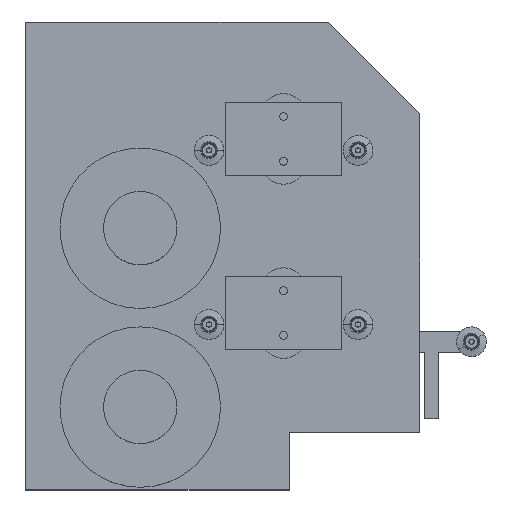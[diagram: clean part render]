
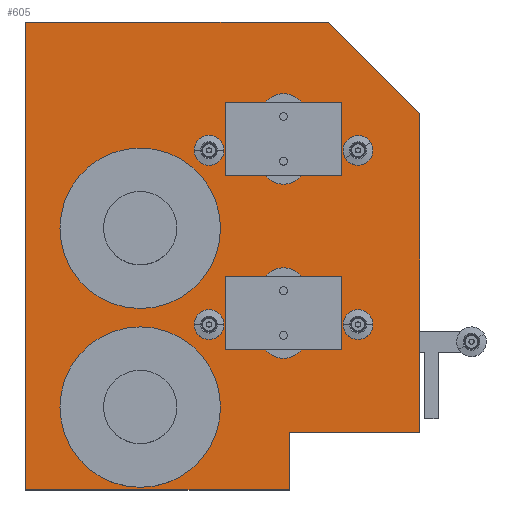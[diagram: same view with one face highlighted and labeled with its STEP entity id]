
A CAD part, top view. The second image highlights one B-rep face of the part: STEP entity #605.
In plain terms, the highlighted planar face has unit normal (0, 0, 1).
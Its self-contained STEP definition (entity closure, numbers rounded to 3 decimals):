
#245 = DIRECTION ( 'NONE',  ( 0., 0., 1. ) ) ;
#280 = CARTESIAN_POINT ( 'NONE',  ( 115., 25., 82.8 ) ) ;
#605 = ADVANCED_FACE ( 'NONE', ( #13496, #4138, #19102, #6196, #717 ), #7787, .T. ) ;
#717 = FACE_OUTER_BOUND ( 'NONE', #20732, .T. ) ;
#1519 = CARTESIAN_POINT ( 'NONE',  ( 0., 0., 82.8 ) ) ;
#1743 = CIRCLE ( 'NONE', #21962, 1.25 ) ;
#1772 = ORIENTED_EDGE ( 'NONE', *, *, #2175, .T. ) ;
#2175 = EDGE_CURVE ( 'NONE', #22566, #14663, #20248, .T. ) ;
#2370 = VECTOR ( 'NONE', #6243, 1000. ) ;
#2453 = ORIENTED_EDGE ( 'NONE', *, *, #16724, .F. ) ;
#2456 = ORIENTED_EDGE ( 'NONE', *, *, #16826, .F. ) ;
#2581 = CARTESIAN_POINT ( 'NONE',  ( 146.25, 148., 82.8 ) ) ;
#2682 = ORIENTED_EDGE ( 'NONE', *, *, #21973, .F. ) ;
#2726 = AXIS2_PLACEMENT_3D ( 'NONE', #13145, #245, #23000 ) ;
#3069 = VERTEX_POINT ( 'NONE', #5385 ) ;
#3127 = DIRECTION ( 'NONE',  ( 0., 0., 1. ) ) ;
#3504 = EDGE_CURVE ( 'NONE', #19330, #18771, #22251, .T. ) ;
#3784 = EDGE_CURVE ( 'NONE', #10033, #14911, #10596, .T. ) ;
#3809 = DIRECTION ( 'NONE',  ( 1., 0., 0. ) ) ;
#3872 = CARTESIAN_POINT ( 'NONE',  ( 80., 72., 82.8 ) ) ;
#4008 = EDGE_LOOP ( 'NONE', ( #4178, #2456 ) ) ;
#4138 = FACE_BOUND ( 'NONE', #20291, .T. ) ;
#4178 = ORIENTED_EDGE ( 'NONE', *, *, #6507, .F. ) ;
#4443 = VERTEX_POINT ( 'NONE', #21823 ) ;
#4810 = CARTESIAN_POINT ( 'NONE',  ( 132., 204., 82.8 ) ) ;
#4890 = EDGE_CURVE ( 'NONE', #13931, #19538, #22628, .T. ) ;
#4930 = ORIENTED_EDGE ( 'NONE', *, *, #6149, .T. ) ;
#5032 = DIRECTION ( 'NONE',  ( 0., 0., 1. ) ) ;
#5087 = LINE ( 'NONE', #16269, #10895 ) ;
#5212 = CARTESIAN_POINT ( 'NONE',  ( 0., 0., 82.8 ) ) ;
#5369 = CARTESIAN_POINT ( 'NONE',  ( 80., 148., 82.8 ) ) ;
#5385 = CARTESIAN_POINT ( 'NONE',  ( 81.25, 72., 82.8 ) ) ;
#5474 = EDGE_LOOP ( 'NONE', ( #17936, #11567 ) ) ;
#5528 = CIRCLE ( 'NONE', #22664, 1.25 ) ;
#5976 = DIRECTION ( 'NONE',  ( 0., 0., 1. ) ) ;
#6091 = CARTESIAN_POINT ( 'NONE',  ( 145., 148., 82.8 ) ) ;
#6149 = EDGE_CURVE ( 'NONE', #18771, #22566, #12212, .T. ) ;
#6196 = FACE_BOUND ( 'NONE', #4008, .T. ) ;
#6243 = DIRECTION ( 'NONE',  ( 0., 1., 0. ) ) ;
#6507 = EDGE_CURVE ( 'NONE', #8370, #8300, #15123, .T. ) ;
#6760 = AXIS2_PLACEMENT_3D ( 'NONE', #10873, #5032, #15979 ) ;
#6998 = EDGE_CURVE ( 'NONE', #22804, #4443, #13648, .T. ) ;
#7242 = ORIENTED_EDGE ( 'NONE', *, *, #8057, .F. ) ;
#7480 = ORIENTED_EDGE ( 'NONE', *, *, #3784, .F. ) ;
#7535 = CIRCLE ( 'NONE', #6760, 1.25 ) ;
#7787 = PLANE ( 'NONE',  #2726 ) ;
#7809 = ORIENTED_EDGE ( 'NONE', *, *, #19973, .T. ) ;
#7846 = LINE ( 'NONE', #9569, #21816 ) ;
#8057 = EDGE_CURVE ( 'NONE', #3069, #11553, #7535, .T. ) ;
#8092 = DIRECTION ( 'NONE',  ( 0., -1., 0. ) ) ;
#8188 = CARTESIAN_POINT ( 'NONE',  ( 132., 204., 82.8 ) ) ;
#8300 = VERTEX_POINT ( 'NONE', #11594 ) ;
#8370 = VERTEX_POINT ( 'NONE', #2581 ) ;
#8507 = EDGE_LOOP ( 'NONE', ( #7480, #2453 ) ) ;
#8612 = AXIS2_PLACEMENT_3D ( 'NONE', #21313, #12174, #16179 ) ;
#9569 = CARTESIAN_POINT ( 'NONE',  ( 0., 204., 82.8 ) ) ;
#9896 = AXIS2_PLACEMENT_3D ( 'NONE', #6091, #5976, #17145 ) ;
#10033 = VERTEX_POINT ( 'NONE', #16532 ) ;
#10088 = DIRECTION ( 'NONE',  ( -0.707, 0.707, 0. ) ) ;
#10391 = CARTESIAN_POINT ( 'NONE',  ( 146.25, 72., 82.8 ) ) ;
#10596 = CIRCLE ( 'NONE', #19916, 1.25 ) ;
#10873 = CARTESIAN_POINT ( 'NONE',  ( 80., 72., 82.8 ) ) ;
#10895 = VECTOR ( 'NONE', #14465, 1000. ) ;
#10955 = ORIENTED_EDGE ( 'NONE', *, *, #20537, .T. ) ;
#11290 = DIRECTION ( 'NONE',  ( 0., 0., 1. ) ) ;
#11304 = DIRECTION ( 'NONE',  ( 0., 0., 1. ) ) ;
#11358 = CARTESIAN_POINT ( 'NONE',  ( 172., 164., 82.8 ) ) ;
#11406 = CARTESIAN_POINT ( 'NONE',  ( 115., 25., 82.8 ) ) ;
#11433 = DIRECTION ( 'NONE',  ( 1., 0., 0. ) ) ;
#11553 = VERTEX_POINT ( 'NONE', #24080 ) ;
#11567 = ORIENTED_EDGE ( 'NONE', *, *, #4890, .F. ) ;
#11594 = CARTESIAN_POINT ( 'NONE',  ( 143.75, 148., 82.8 ) ) ;
#11744 = VECTOR ( 'NONE', #23045, 1000. ) ;
#11875 = VERTEX_POINT ( 'NONE', #11358 ) ;
#12022 = CARTESIAN_POINT ( 'NONE',  ( 145., 148., 82.8 ) ) ;
#12174 = DIRECTION ( 'NONE',  ( 0., 0., 1. ) ) ;
#12212 = LINE ( 'NONE', #19272, #2370 ) ;
#12904 = AXIS2_PLACEMENT_3D ( 'NONE', #23626, #15815, #19823 ) ;
#13145 = CARTESIAN_POINT ( 'NONE',  ( 0., 0., 82.8 ) ) ;
#13492 = CARTESIAN_POINT ( 'NONE',  ( 172., 164., 82.8 ) ) ;
#13496 = FACE_BOUND ( 'NONE', #5474, .T. ) ;
#13648 = LINE ( 'NONE', #8188, #11744 ) ;
#13861 = LINE ( 'NONE', #13492, #16108 ) ;
#13931 = VERTEX_POINT ( 'NONE', #20723 ) ;
#13960 = CARTESIAN_POINT ( 'NONE',  ( 115., 0., 82.8 ) ) ;
#14039 = ORIENTED_EDGE ( 'NONE', *, *, #15055, .T. ) ;
#14458 = DIRECTION ( 'NONE',  ( 1., 0., 0. ) ) ;
#14465 = DIRECTION ( 'NONE',  ( 0., 1., 0. ) ) ;
#14571 = CIRCLE ( 'NONE', #9896, 1.25 ) ;
#14663 = VERTEX_POINT ( 'NONE', #15143 ) ;
#14911 = VERTEX_POINT ( 'NONE', #20698 ) ;
#15055 = EDGE_CURVE ( 'NONE', #11875, #22804, #13861, .T. ) ;
#15123 = CIRCLE ( 'NONE', #20573, 1.25 ) ;
#15143 = CARTESIAN_POINT ( 'NONE',  ( 172., 25., 82.8 ) ) ;
#15467 = ORIENTED_EDGE ( 'NONE', *, *, #6998, .T. ) ;
#15678 = DIRECTION ( 'NONE',  ( 1., 0., 0. ) ) ;
#15815 = DIRECTION ( 'NONE',  ( 0., 0., 1. ) ) ;
#15979 = DIRECTION ( 'NONE',  ( 1., 0., 0. ) ) ;
#16108 = VECTOR ( 'NONE', #10088, 1000. ) ;
#16179 = DIRECTION ( 'NONE',  ( 1., 0., 0. ) ) ;
#16269 = CARTESIAN_POINT ( 'NONE',  ( 172., 25., 82.8 ) ) ;
#16405 = VECTOR ( 'NONE', #14458, 1000. ) ;
#16532 = CARTESIAN_POINT ( 'NONE',  ( 81.25, 148., 82.8 ) ) ;
#16724 = EDGE_CURVE ( 'NONE', #14911, #10033, #1743, .T. ) ;
#16826 = EDGE_CURVE ( 'NONE', #8300, #8370, #14571, .T. ) ;
#17145 = DIRECTION ( 'NONE',  ( 1., 0., 0. ) ) ;
#17936 = ORIENTED_EDGE ( 'NONE', *, *, #21883, .F. ) ;
#18250 = DIRECTION ( 'NONE',  ( 1., 0., 0. ) ) ;
#18771 = VERTEX_POINT ( 'NONE', #13960 ) ;
#19102 = FACE_BOUND ( 'NONE', #8507, .T. ) ;
#19272 = CARTESIAN_POINT ( 'NONE',  ( 115., 0., 82.8 ) ) ;
#19330 = VERTEX_POINT ( 'NONE', #1519 ) ;
#19538 = VERTEX_POINT ( 'NONE', #10391 ) ;
#19818 = DIRECTION ( 'NONE',  ( 0., 0., 1. ) ) ;
#19823 = DIRECTION ( 'NONE',  ( 1., 0., 0. ) ) ;
#19839 = VECTOR ( 'NONE', #3809, 1000. ) ;
#19916 = AXIS2_PLACEMENT_3D ( 'NONE', #23261, #19818, #23505 ) ;
#19973 = EDGE_CURVE ( 'NONE', #14663, #11875, #5087, .T. ) ;
#20248 = LINE ( 'NONE', #280, #19839 ) ;
#20291 = EDGE_LOOP ( 'NONE', ( #7242, #2682 ) ) ;
#20537 = EDGE_CURVE ( 'NONE', #4443, #19330, #7846, .T. ) ;
#20573 = AXIS2_PLACEMENT_3D ( 'NONE', #12022, #3127, #15678 ) ;
#20698 = CARTESIAN_POINT ( 'NONE',  ( 78.75, 148., 82.8 ) ) ;
#20723 = CARTESIAN_POINT ( 'NONE',  ( 143.75, 72., 82.8 ) ) ;
#20732 = EDGE_LOOP ( 'NONE', ( #22437, #4930, #1772, #7809, #14039, #15467, #10955 ) ) ;
#21313 = CARTESIAN_POINT ( 'NONE',  ( 145., 72., 82.8 ) ) ;
#21816 = VECTOR ( 'NONE', #8092, 1000. ) ;
#21823 = CARTESIAN_POINT ( 'NONE',  ( 0., 204., 82.8 ) ) ;
#21883 = EDGE_CURVE ( 'NONE', #19538, #13931, #23418, .T. ) ;
#21962 = AXIS2_PLACEMENT_3D ( 'NONE', #5369, #11290, #18250 ) ;
#21973 = EDGE_CURVE ( 'NONE', #11553, #3069, #5528, .T. ) ;
#22251 = LINE ( 'NONE', #5212, #16405 ) ;
#22437 = ORIENTED_EDGE ( 'NONE', *, *, #3504, .T. ) ;
#22566 = VERTEX_POINT ( 'NONE', #11406 ) ;
#22628 = CIRCLE ( 'NONE', #8612, 1.25 ) ;
#22664 = AXIS2_PLACEMENT_3D ( 'NONE', #3872, #11304, #11433 ) ;
#22804 = VERTEX_POINT ( 'NONE', #4810 ) ;
#23000 = DIRECTION ( 'NONE',  ( 1., 0., 0. ) ) ;
#23045 = DIRECTION ( 'NONE',  ( -1., 0., 0. ) ) ;
#23261 = CARTESIAN_POINT ( 'NONE',  ( 80., 148., 82.8 ) ) ;
#23418 = CIRCLE ( 'NONE', #12904, 1.25 ) ;
#23505 = DIRECTION ( 'NONE',  ( 1., 0., 0. ) ) ;
#23626 = CARTESIAN_POINT ( 'NONE',  ( 145., 72., 82.8 ) ) ;
#24080 = CARTESIAN_POINT ( 'NONE',  ( 78.75, 72., 82.8 ) ) ;
